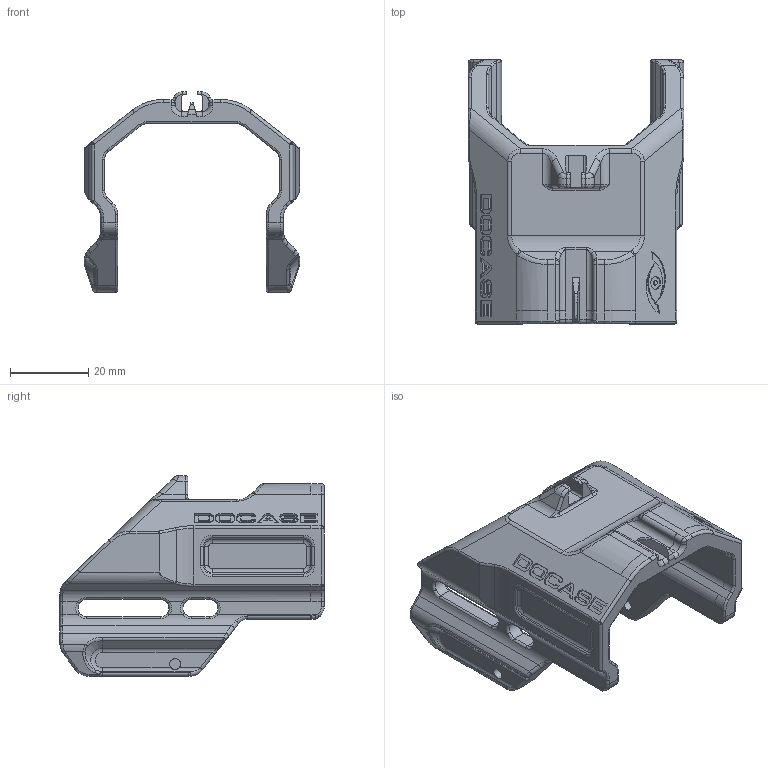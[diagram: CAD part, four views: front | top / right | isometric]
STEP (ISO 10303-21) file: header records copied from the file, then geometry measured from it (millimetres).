
FILE_DESCRIPTION(/* description */ (''),/* implementation_level */ '2;1');
FILE_NAME(/* name */ '',/* time_stamp */ '2025-11-18T14:48:06+08:00',/* author */ (''),/* organization */ (''),/* preprocessor_version */ 'ST-DEVELOPER v20.1',/* originating_system */ 'Autodesk Translation Framework v14.21.0.0',/* authorisation */ '');
FILE_SCHEMA (('AUTOMOTIVE_DESIGN { 1 0 10303 214 3 1 1 }'));
Length unit declared in the file: centimetre
Products named in the file (2): s-n-15-LL; 皮卡汀尼导轨 v1
Assembly tree (1 placements, depth 2):
  s-n-15-LL
    皮卡汀尼导轨 v1
Bounding box: 55.19 x 67.65 x 51.36 mm (x, y, z)
Volume: 27806.3 mm3; surface area: 15737.3 mm2
Topology: 1 solids, 1 shells, 670 faces, 1707 edges, 1034 vertices
Faces by surface type: cylinder 232, bspline 190, plane 168, torus 70, cone 10
Full cylindrical faces by diameter (mm): 1.089 x1, 2.8 x3, 3.195 x1
Entity records: 23239 total; most frequent: CARTESIAN_POINT 7641, ORIENTED_EDGE 3394, DIRECTION 3068, EDGE_CURVE 1697, AXIS2_PLACEMENT_3D 1138, VERTEX_POINT 1034, LINE 792, VECTOR 792
